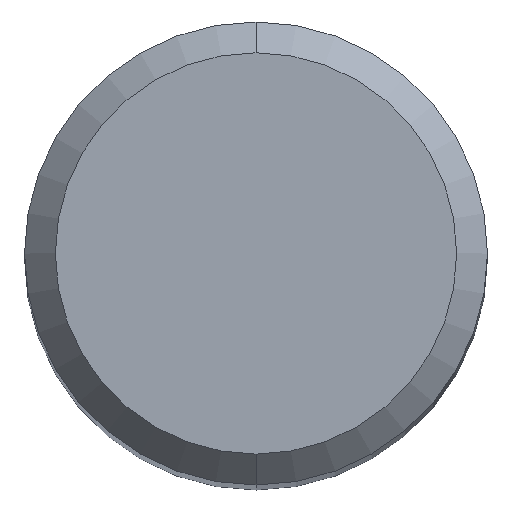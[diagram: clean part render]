
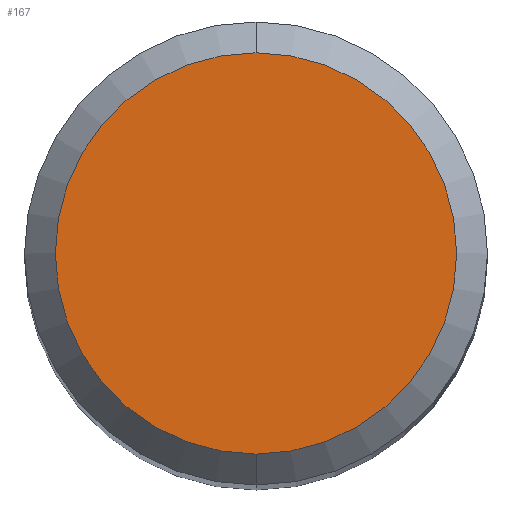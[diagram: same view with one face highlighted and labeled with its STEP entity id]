
A CAD part, top view. The second image highlights one B-rep face of the part: STEP entity #167.
In plain terms, the highlighted planar face has unit normal (0, 0, 1).
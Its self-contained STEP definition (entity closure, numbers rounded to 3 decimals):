
#109=EDGE_CURVE('',#143,#139,#260,.T.);
#139=VERTEX_POINT('',#295);
#143=VERTEX_POINT('',#299);
#167=ADVANCED_FACE('',(#326),#327,.T.);
#217=EDGE_CURVE('',#139,#143,#382,.T.);
#260=CIRCLE('',#425,2.6);
#295=CARTESIAN_POINT('',(0.0,2.6,0.));
#299=CARTESIAN_POINT('',(0.,-2.6,0.));
#326=FACE_OUTER_BOUND('',#510,.T.);
#327=PLANE('',#511);
#382=CIRCLE('',#581,2.6);
#425=AXIS2_PLACEMENT_3D('',#608,#609,#610);
#510=EDGE_LOOP('',(#704,#705));
#511=AXIS2_PLACEMENT_3D('',#706,#707,#708);
#581=AXIS2_PLACEMENT_3D('',#762,#763,#764);
#608=CARTESIAN_POINT('',(0.0,0.0,0.));
#609=DIRECTION('',(0.0,0.0,-1.0));
#610=DIRECTION('',(0.0,1.0,0.0));
#704=ORIENTED_EDGE('',*,*,#217,.F.);
#705=ORIENTED_EDGE('',*,*,#109,.F.);
#706=CARTESIAN_POINT('',(0.0,1.3,0.));
#707=DIRECTION('',(-0.0,0.0,1.0));
#708=DIRECTION('',(0.0,-1.0,0.0));
#762=CARTESIAN_POINT('',(0.0,0.0,0.));
#763=DIRECTION('',(0.0,0.0,-1.0));
#764=DIRECTION('',(0.0,1.0,0.0));
